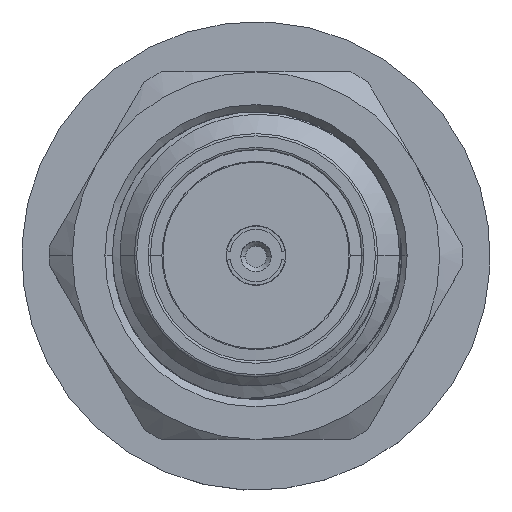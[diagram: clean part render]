
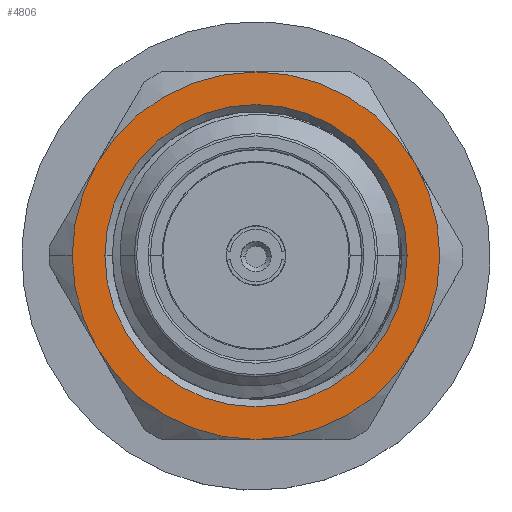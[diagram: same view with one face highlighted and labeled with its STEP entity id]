
A CAD part, top view. The second image highlights one B-rep face of the part: STEP entity #4806.
In plain terms, the highlighted planar face has unit normal (0, 0, 1).
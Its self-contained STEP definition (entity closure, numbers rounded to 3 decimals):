
#220 = CARTESIAN_POINT ( 'NONE',  ( -4., 0., 14.053 ) ) ;
#394 = DIRECTION ( 'NONE',  ( 1., 0., 0. ) ) ;
#450 = DIRECTION ( 'NONE',  ( -1., 0., 0. ) ) ;
#459 = EDGE_LOOP ( 'NONE', ( #1953, #8136, #8018, #6891, #775, #7568, #1868 ) ) ;
#462 = DIRECTION ( 'NONE',  ( 0., 0., 1. ) ) ;
#678 = VERTEX_POINT ( 'NONE', #2424 ) ;
#723 = DIRECTION ( 'NONE',  ( -1., 0., 0. ) ) ;
#775 = ORIENTED_EDGE ( 'NONE', *, *, #5227, .F. ) ;
#787 = ORIENTED_EDGE ( 'NONE', *, *, #8055, .T. ) ;
#933 = VERTEX_POINT ( 'NONE', #7853 ) ;
#955 = CARTESIAN_POINT ( 'NONE',  ( -3.464, 2., 14.053 ) ) ;
#1053 = CIRCLE ( 'NONE', #3687, 4. ) ;
#1360 = EDGE_CURVE ( 'NONE', #4639, #6536, #3762, .T. ) ;
#1628 = CIRCLE ( 'NONE', #3821, 4. ) ;
#1631 = AXIS2_PLACEMENT_3D ( 'NONE', #8842, #4935, #8046 ) ;
#1675 = EDGE_CURVE ( 'NONE', #3134, #933, #6735, .T. ) ;
#1697 = CARTESIAN_POINT ( 'NONE',  ( 0., 4., 14.053 ) ) ;
#1868 = ORIENTED_EDGE ( 'NONE', *, *, #7347, .F. ) ;
#1953 = ORIENTED_EDGE ( 'NONE', *, *, #7817, .F. ) ;
#1966 = EDGE_LOOP ( 'NONE', ( #787, #8308 ) ) ;
#2034 = AXIS2_PLACEMENT_3D ( 'NONE', #2170, #6864, #2217 ) ;
#2059 = CARTESIAN_POINT ( 'NONE',  ( 0., 0., 14.053 ) ) ;
#2144 = DIRECTION ( 'NONE',  ( -1., 0., 0. ) ) ;
#2170 = CARTESIAN_POINT ( 'NONE',  ( 0., 0., 14.053 ) ) ;
#2182 = CIRCLE ( 'NONE', #6279, 4. ) ;
#2217 = DIRECTION ( 'NONE',  ( 1., 0., 0. ) ) ;
#2424 = CARTESIAN_POINT ( 'NONE',  ( -3.464, -2., 14.053 ) ) ;
#2751 = FACE_OUTER_BOUND ( 'NONE', #459, .T. ) ;
#2801 = CARTESIAN_POINT ( 'NONE',  ( 3.29, 0., 14.053 ) ) ;
#2882 = DIRECTION ( 'NONE',  ( 0., 0., -1. ) ) ;
#2888 = AXIS2_PLACEMENT_3D ( 'NONE', #5099, #2882, #2144 ) ;
#3008 = EDGE_CURVE ( 'NONE', #7669, #3134, #1628, .T. ) ;
#3067 = CARTESIAN_POINT ( 'NONE',  ( 0., -4., 14.053 ) ) ;
#3103 = AXIS2_PLACEMENT_3D ( 'NONE', #6838, #3677, #6037 ) ;
#3134 = VERTEX_POINT ( 'NONE', #1697 ) ;
#3471 = DIRECTION ( 'NONE',  ( 0., 0., -1. ) ) ;
#3491 = PLANE ( 'NONE',  #4698 ) ;
#3677 = DIRECTION ( 'NONE',  ( 0., 0., -1. ) ) ;
#3687 = AXIS2_PLACEMENT_3D ( 'NONE', #7471, #8157, #723 ) ;
#3731 = DIRECTION ( 'NONE',  ( -1., 0., 0. ) ) ;
#3762 = CIRCLE ( 'NONE', #2034, 3.29 ) ;
#3821 = AXIS2_PLACEMENT_3D ( 'NONE', #6521, #3471, #8155 ) ;
#4147 = CIRCLE ( 'NONE', #9679, 3.29 ) ;
#4161 = CARTESIAN_POINT ( 'NONE',  ( 0., 0., 14.053 ) ) ;
#4234 = CARTESIAN_POINT ( 'NONE',  ( 3.464, -2., 14.053 ) ) ;
#4399 = VERTEX_POINT ( 'NONE', #4234 ) ;
#4639 = VERTEX_POINT ( 'NONE', #5958 ) ;
#4698 = AXIS2_PLACEMENT_3D ( 'NONE', #2059, #462, #4918 ) ;
#4806 = ADVANCED_FACE ( 'NONE', ( #7295, #2751 ), #3491, .T. ) ;
#4918 = DIRECTION ( 'NONE',  ( 1., 0., 0. ) ) ;
#4935 = DIRECTION ( 'NONE',  ( 0., 0., -1. ) ) ;
#5099 = CARTESIAN_POINT ( 'NONE',  ( 0., 0., 14.053 ) ) ;
#5227 = EDGE_CURVE ( 'NONE', #7705, #7669, #2182, .T. ) ;
#5958 = CARTESIAN_POINT ( 'NONE',  ( -3.29, 0., 14.053 ) ) ;
#6037 = DIRECTION ( 'NONE',  ( -1., 0., 0. ) ) ;
#6107 = AXIS2_PLACEMENT_3D ( 'NONE', #7493, #7544, #3731 ) ;
#6249 = VERTEX_POINT ( 'NONE', #3067 ) ;
#6279 = AXIS2_PLACEMENT_3D ( 'NONE', #4161, #7187, #450 ) ;
#6360 = CIRCLE ( 'NONE', #2888, 4. ) ;
#6521 = CARTESIAN_POINT ( 'NONE',  ( 0., 0., 14.053 ) ) ;
#6536 = VERTEX_POINT ( 'NONE', #2801 ) ;
#6735 = CIRCLE ( 'NONE', #6107, 4. ) ;
#6838 = CARTESIAN_POINT ( 'NONE',  ( 0., 0., 14.053 ) ) ;
#6864 = DIRECTION ( 'NONE',  ( 0., 0., -1. ) ) ;
#6891 = ORIENTED_EDGE ( 'NONE', *, *, #3008, .F. ) ;
#7018 = EDGE_CURVE ( 'NONE', #933, #4399, #7039, .T. ) ;
#7039 = CIRCLE ( 'NONE', #3103, 4. ) ;
#7187 = DIRECTION ( 'NONE',  ( 0., 0., -1. ) ) ;
#7295 = FACE_BOUND ( 'NONE', #1966, .T. ) ;
#7347 = EDGE_CURVE ( 'NONE', #6249, #678, #1053, .T. ) ;
#7471 = CARTESIAN_POINT ( 'NONE',  ( 0., 0., 14.053 ) ) ;
#7493 = CARTESIAN_POINT ( 'NONE',  ( 0., 0., 14.053 ) ) ;
#7544 = DIRECTION ( 'NONE',  ( 0., 0., -1. ) ) ;
#7568 = ORIENTED_EDGE ( 'NONE', *, *, #8472, .F. ) ;
#7669 = VERTEX_POINT ( 'NONE', #955 ) ;
#7705 = VERTEX_POINT ( 'NONE', #220 ) ;
#7732 = DIRECTION ( 'NONE',  ( 0., 0., -1. ) ) ;
#7817 = EDGE_CURVE ( 'NONE', #4399, #6249, #6360, .T. ) ;
#7853 = CARTESIAN_POINT ( 'NONE',  ( 3.464, 2., 14.053 ) ) ;
#8018 = ORIENTED_EDGE ( 'NONE', *, *, #1675, .F. ) ;
#8046 = DIRECTION ( 'NONE',  ( -1., 0., 0. ) ) ;
#8055 = EDGE_CURVE ( 'NONE', #6536, #4639, #4147, .T. ) ;
#8136 = ORIENTED_EDGE ( 'NONE', *, *, #7018, .F. ) ;
#8155 = DIRECTION ( 'NONE',  ( -1., 0., 0. ) ) ;
#8157 = DIRECTION ( 'NONE',  ( 0., 0., -1. ) ) ;
#8308 = ORIENTED_EDGE ( 'NONE', *, *, #1360, .T. ) ;
#8470 = CARTESIAN_POINT ( 'NONE',  ( 0., 0., 14.053 ) ) ;
#8472 = EDGE_CURVE ( 'NONE', #678, #7705, #9352, .T. ) ;
#8842 = CARTESIAN_POINT ( 'NONE',  ( 0., 0., 14.053 ) ) ;
#9352 = CIRCLE ( 'NONE', #1631, 4. ) ;
#9679 = AXIS2_PLACEMENT_3D ( 'NONE', #8470, #7732, #394 ) ;
